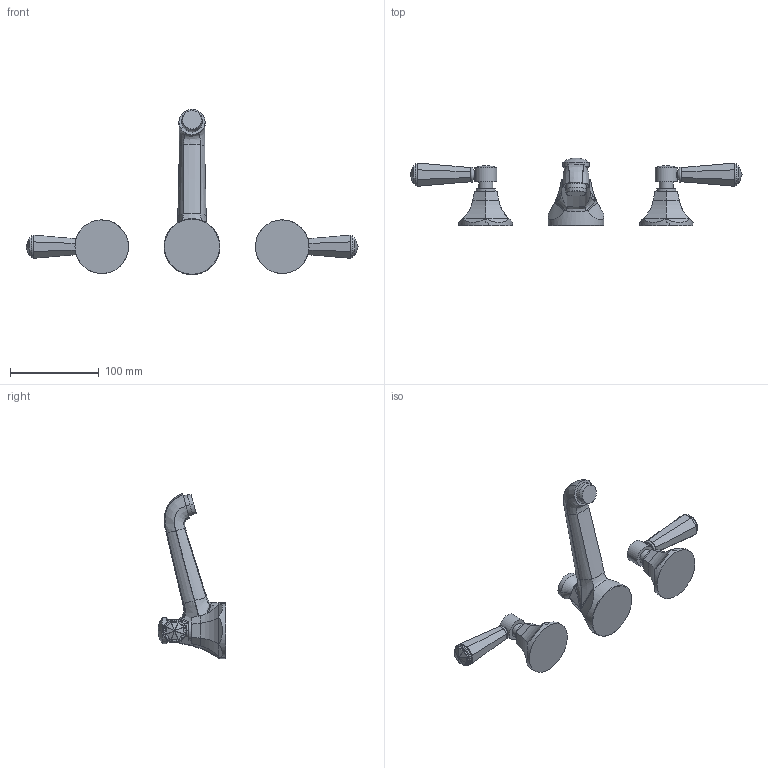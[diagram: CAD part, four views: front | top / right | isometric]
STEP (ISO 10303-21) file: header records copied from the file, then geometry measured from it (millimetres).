
FILE_DESCRIPTION((''),'2;1');
FILE_NAME('1230','2020-11-26T13:58:10',('jinson.thomas'),(''),'CREO PARAMETRIC BY PTC INC, 2018400','CREO PARAMETRIC BY PTC INC, 2018400','');
FILE_SCHEMA(('CONFIG_CONTROL_DESIGN'));
Length unit declared in the file: inch
Products named in the file (1): 1230
Bounding box: 373.79 x 76.33 x 186.2 mm (x, y, z)
Volume: 373303.1 mm3; surface area: 60769.6 mm2
Topology: 3 solids, 5 shells, 367 faces, 861 edges, 493 vertices
Faces by surface type: plane 143, cylinder 109, bspline 61, sphere 30, torus 18, cone 6
Entity records: 14065 total; most frequent: CARTESIAN_POINT 6306, ORIENTED_EDGE 1662, DIRECTION 1477, EDGE_CURVE 831, AXIS2_PLACEMENT_3D 546, VERTEX_POINT 493, EDGE_LOOP 386, VECTOR 385
